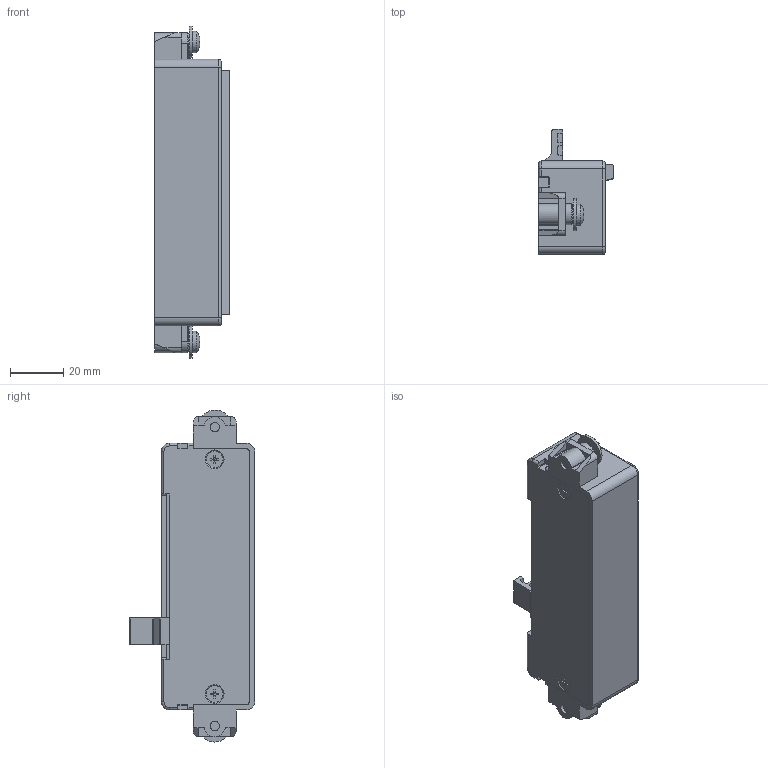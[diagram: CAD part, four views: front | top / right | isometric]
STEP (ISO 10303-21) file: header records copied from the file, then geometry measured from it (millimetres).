
FILE_DESCRIPTION(/* description */ (''),/* implementation_level */ '2;1');
FILE_NAME(/* name */ 'FWZ W6.stp',/* time_stamp */ '2023-09-15T10:05:56+08:00',/* author */ (''),/* organization */ (''),/* preprocessor_version */ 'ST-DEVELOPER v16.7',/* originating_system */ 'SIEMENS PLM Software NX 12.0',/* authorisation */ '');
FILE_SCHEMA (('AUTOMOTIVE_DESIGN { 1 0 10303 214 3 1 1 1 }'));
Length unit declared in the file: millimetre
Products named in the file (1): _model6
Bounding box: 28 x 47 x 124.5 mm (x, y, z)
Volume: 55551.2 mm3; surface area: 34078.5 mm2
Topology: 3 solids, 3 shells, 774 faces, 1934 edges, 1188 vertices
Faces by surface type: plane 392, torus 214, cylinder 151, cone 11, sphere 6
Full cylindrical faces by diameter (mm): 3 x2, 3.5 x14, 4 x4, 4.2 x2, 4.5 x4, 8 x2, 12 x2
Entity records: 26039 total; most frequent: DIRECTION 3771, CARTESIAN_POINT 3708, ORIENTED_EDGE 3310, EDGE_CURVE 1655, AXIS2_PLACEMENT_3D 1345, VERTEX_POINT 1161, EDGE_LOOP 1084, LINE 1081
